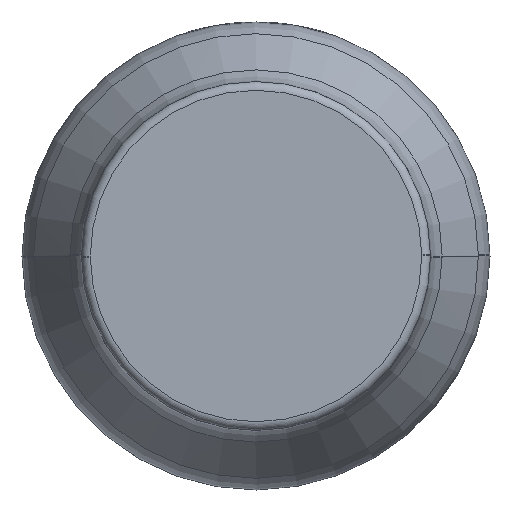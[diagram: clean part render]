
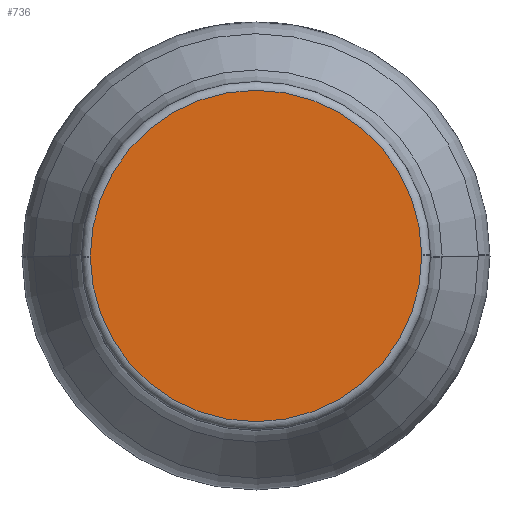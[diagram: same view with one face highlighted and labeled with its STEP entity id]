
A CAD part, front view. The second image highlights one B-rep face of the part: STEP entity #736.
In plain terms, the highlighted planar face has unit normal (0, -1, 0).
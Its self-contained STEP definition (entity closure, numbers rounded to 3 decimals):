
#736=ADVANCED_FACE('',(#2039),#2040,.T.);
#2039=FACE_OUTER_BOUND('',#5833,.T.);
#2040=PLANE('',#5834);
#5833=EDGE_LOOP('',(#10562,#10563,#10564,#10565));
#5834=AXIS2_PLACEMENT_3D('',#10566,#10567,#10568);
#10562=ORIENTED_EDGE('',*,*,#12769,.F.);
#10563=ORIENTED_EDGE('',*,*,#12766,.F.);
#10564=ORIENTED_EDGE('',*,*,#12770,.F.);
#10565=ORIENTED_EDGE('',*,*,#12762,.F.);
#10566=CARTESIAN_POINT('',(0.0,0.0,0.0));
#10567=DIRECTION('',(0.0,-1.0,0.0));
#10568=DIRECTION('',(0.0,0.0,-1.0));
#12762=EDGE_CURVE('',#15468,#15471,#15472,.T.);
#12766=EDGE_CURVE('',#15476,#15479,#15480,.T.);
#12769=EDGE_CURVE('',#15479,#15468,#15484,.T.);
#12770=EDGE_CURVE('',#15471,#15476,#15485,.T.);
#15468=VERTEX_POINT('',#20555);
#15471=VERTEX_POINT('',#20558);
#15472=CIRCLE('',#20559,5.7);
#15476=VERTEX_POINT('',#20563);
#15479=VERTEX_POINT('',#20566);
#15480=CIRCLE('',#20567,5.7);
#15484=CIRCLE('',#20571,5.7);
#15485=CIRCLE('',#20572,5.7);
#20555=CARTESIAN_POINT('',(5.7,0.,0.042));
#20558=CARTESIAN_POINT('',(5.7,0.,0.0));
#20559=AXIS2_PLACEMENT_3D('',#23211,#23212,#23213);
#20563=CARTESIAN_POINT('',(-5.7,0.,-0.042));
#20566=CARTESIAN_POINT('',(-5.7,0.,0.0));
#20567=AXIS2_PLACEMENT_3D('',#23223,#23224,#23225);
#20571=AXIS2_PLACEMENT_3D('',#23232,#23233,#23234);
#20572=AXIS2_PLACEMENT_3D('',#23235,#23236,#23237);
#23211=CARTESIAN_POINT('',(0.0,0.,0.0));
#23212=DIRECTION('',(0.0,1.0,0.0));
#23213=DIRECTION('',(-1.0,0.0,0.0));
#23223=CARTESIAN_POINT('',(0.0,0.,0.0));
#23224=DIRECTION('',(-0.0,1.0,0.0));
#23225=DIRECTION('',(1.0,0.0,0.0));
#23232=CARTESIAN_POINT('',(0.0,0.,0.0));
#23233=DIRECTION('',(0.0,1.0,0.0));
#23234=DIRECTION('',(-1.0,0.0,0.0));
#23235=CARTESIAN_POINT('',(0.0,0.,0.0));
#23236=DIRECTION('',(-0.0,1.0,0.0));
#23237=DIRECTION('',(1.0,0.0,0.0));
